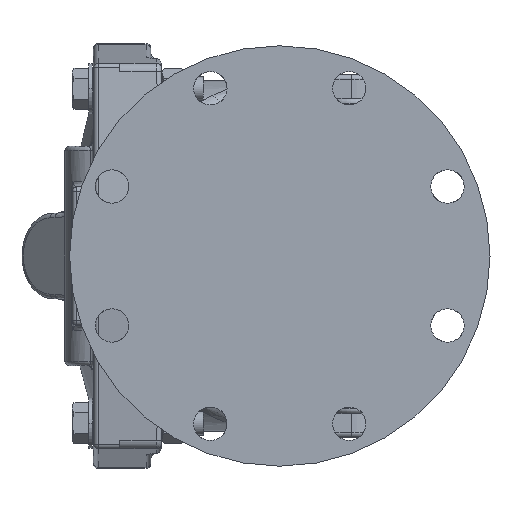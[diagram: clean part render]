
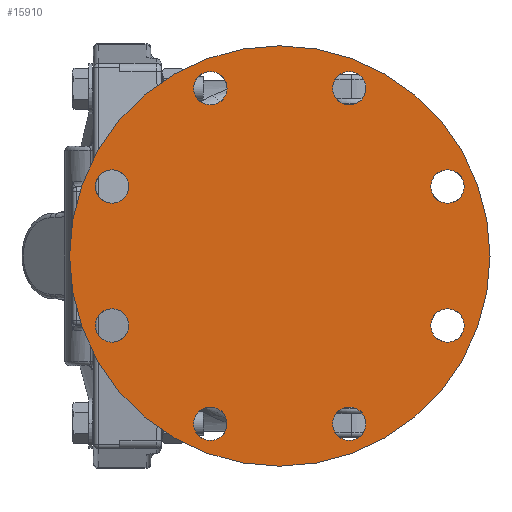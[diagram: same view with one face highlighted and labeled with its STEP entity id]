
A CAD part, left-side view. The second image highlights one B-rep face of the part: STEP entity #15910.
In plain terms, the highlighted planar face has unit normal (-1, 0, 0).
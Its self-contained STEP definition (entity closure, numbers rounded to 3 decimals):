
#1=CARTESIAN_POINT('',(-7.5,4.388,-1.818));
#2=DIRECTION('',(1.,0.,0.));
#3=DIRECTION('',(0.,0.,-1.));
#4=AXIS2_PLACEMENT_3D('',#1,#2,#3);
#6=CARTESIAN_POINT('',(-7.5,4.388,-1.818));
#7=DIRECTION('',(1.,0.,0.));
#8=DIRECTION('',(0.,0.,1.));
#9=AXIS2_PLACEMENT_3D('',#6,#7,#8);
#11=CARTESIAN_POINT('',(-7.5,1.818,-4.388));
#12=DIRECTION('',(1.,0.,0.));
#13=DIRECTION('',(0.,-0.707,-0.707));
#14=AXIS2_PLACEMENT_3D('',#11,#12,#13);
#16=CARTESIAN_POINT('',(-7.5,1.818,-4.388));
#17=DIRECTION('',(1.,0.,0.));
#18=DIRECTION('',(0.,0.707,0.707));
#19=AXIS2_PLACEMENT_3D('',#16,#17,#18);
#21=CARTESIAN_POINT('',(-7.5,-1.818,-4.388));
#22=DIRECTION('',(1.,0.,0.));
#23=DIRECTION('',(0.,-1.,0.));
#24=AXIS2_PLACEMENT_3D('',#21,#22,#23);
#26=CARTESIAN_POINT('',(-7.5,-1.818,-4.388));
#27=DIRECTION('',(1.,0.,0.));
#28=DIRECTION('',(0.,1.,0.));
#29=AXIS2_PLACEMENT_3D('',#26,#27,#28);
#31=CARTESIAN_POINT('',(-7.5,-4.388,-1.818));
#32=DIRECTION('',(1.,0.,0.));
#33=DIRECTION('',(0.,-0.707,0.707));
#34=AXIS2_PLACEMENT_3D('',#31,#32,#33);
#36=CARTESIAN_POINT('',(-7.5,-4.388,-1.818));
#37=DIRECTION('',(1.,0.,0.));
#38=DIRECTION('',(0.,0.707,-0.707));
#39=AXIS2_PLACEMENT_3D('',#36,#37,#38);
#41=CARTESIAN_POINT('',(-7.5,-4.388,1.818));
#42=DIRECTION('',(1.,0.,0.));
#43=DIRECTION('',(0.,0.,1.));
#44=AXIS2_PLACEMENT_3D('',#41,#42,#43);
#46=CARTESIAN_POINT('',(-7.5,-4.388,1.818));
#47=DIRECTION('',(1.,0.,0.));
#48=DIRECTION('',(0.,0.,-1.));
#49=AXIS2_PLACEMENT_3D('',#46,#47,#48);
#51=CARTESIAN_POINT('',(-7.5,-1.818,4.388));
#52=DIRECTION('',(1.,0.,0.));
#53=DIRECTION('',(0.,0.707,0.707));
#54=AXIS2_PLACEMENT_3D('',#51,#52,#53);
#56=CARTESIAN_POINT('',(-7.5,-1.818,4.388));
#57=DIRECTION('',(1.,0.,0.));
#58=DIRECTION('',(0.,-0.707,-0.707));
#59=AXIS2_PLACEMENT_3D('',#56,#57,#58);
#61=CARTESIAN_POINT('',(-7.5,1.818,4.388));
#62=DIRECTION('',(1.,0.,0.));
#63=DIRECTION('',(0.,1.,0.));
#64=AXIS2_PLACEMENT_3D('',#61,#62,#63);
#66=CARTESIAN_POINT('',(-7.5,1.818,4.388));
#67=DIRECTION('',(1.,0.,0.));
#68=DIRECTION('',(0.,-1.,0.));
#69=AXIS2_PLACEMENT_3D('',#66,#67,#68);
#71=CARTESIAN_POINT('',(-7.5,4.388,1.818));
#72=DIRECTION('',(1.,0.,0.));
#73=DIRECTION('',(0.,0.707,-0.707));
#74=AXIS2_PLACEMENT_3D('',#71,#72,#73);
#76=CARTESIAN_POINT('',(-7.5,4.388,1.818));
#77=DIRECTION('',(1.,0.,0.));
#78=DIRECTION('',(0.,-0.707,0.707));
#79=AXIS2_PLACEMENT_3D('',#76,#77,#78);
#81=CARTESIAN_POINT('',(-7.5,0.,0.));
#82=DIRECTION('',(1.,0.,0.));
#83=DIRECTION('',(0.,1.,0.));
#84=AXIS2_PLACEMENT_3D('',#81,#82,#83);
#91=CARTESIAN_POINT('',(-7.5,0.,0.));
#92=DIRECTION('',(1.,0.,0.));
#93=DIRECTION('',(0.,-1.,0.));
#94=AXIS2_PLACEMENT_3D('',#91,#92,#93);
#14653=CARTESIAN_POINT('',(-7.5,5.5,0.));
#14654=CARTESIAN_POINT('',(-7.5,-5.5,0.));
#14655=VERTEX_POINT('',#14653);
#14656=VERTEX_POINT('',#14654);
#15787=CARTESIAN_POINT('',(-7.5,4.388,-2.255));
#15789=VERTEX_POINT('',#15787);
#15791=CARTESIAN_POINT('',(-7.5,4.388,-1.38));
#15793=VERTEX_POINT('',#15791);
#15795=CARTESIAN_POINT('',(-7.5,1.508,-4.698));
#15797=VERTEX_POINT('',#15795);
#15799=CARTESIAN_POINT('',(-7.5,2.127,-4.079));
#15801=VERTEX_POINT('',#15799);
#15803=CARTESIAN_POINT('',(-7.5,-2.255,-4.388));
#15805=VERTEX_POINT('',#15803);
#15807=CARTESIAN_POINT('',(-7.5,-1.38,-4.388));
#15809=VERTEX_POINT('',#15807);
#15811=CARTESIAN_POINT('',(-7.5,-4.698,-1.508));
#15813=VERTEX_POINT('',#15811);
#15815=CARTESIAN_POINT('',(-7.5,-4.079,-2.127));
#15817=VERTEX_POINT('',#15815);
#15819=CARTESIAN_POINT('',(-7.5,-4.388,2.255));
#15821=VERTEX_POINT('',#15819);
#15823=CARTESIAN_POINT('',(-7.5,-4.388,1.38));
#15825=VERTEX_POINT('',#15823);
#15827=CARTESIAN_POINT('',(-7.5,-1.508,4.698));
#15829=VERTEX_POINT('',#15827);
#15831=CARTESIAN_POINT('',(-7.5,-2.127,4.079));
#15833=VERTEX_POINT('',#15831);
#15835=CARTESIAN_POINT('',(-7.5,2.255,4.388));
#15837=VERTEX_POINT('',#15835);
#15839=CARTESIAN_POINT('',(-7.5,1.38,4.388));
#15841=VERTEX_POINT('',#15839);
#15843=CARTESIAN_POINT('',(-7.5,4.698,1.508));
#15845=VERTEX_POINT('',#15843);
#15847=CARTESIAN_POINT('',(-7.5,4.079,2.127));
#15849=VERTEX_POINT('',#15847);
#15851=CARTESIAN_POINT('',(-7.5,-5.5,-6.375));
#15852=DIRECTION('',(1.,0.,0.));
#15853=DIRECTION('',(0.,1.,0.));
#15854=AXIS2_PLACEMENT_3D('',#15851,#15852,#15853);
#15855=PLANE('',#15854);
#15857=ORIENTED_EDGE('',*,*,#15856,.T.);
#15859=ORIENTED_EDGE('',*,*,#15858,.T.);
#15860=EDGE_LOOP('',(#15857,#15859));
#15861=FACE_OUTER_BOUND('',#15860,.F.);
#15863=ORIENTED_EDGE('',*,*,#15862,.F.);
#15865=ORIENTED_EDGE('',*,*,#15864,.F.);
#15866=EDGE_LOOP('',(#15863,#15865));
#15867=FACE_BOUND('',#15866,.F.);
#15869=ORIENTED_EDGE('',*,*,#15868,.F.);
#15871=ORIENTED_EDGE('',*,*,#15870,.F.);
#15872=EDGE_LOOP('',(#15869,#15871));
#15873=FACE_BOUND('',#15872,.F.);
#15875=ORIENTED_EDGE('',*,*,#15874,.F.);
#15877=ORIENTED_EDGE('',*,*,#15876,.F.);
#15878=EDGE_LOOP('',(#15875,#15877));
#15879=FACE_BOUND('',#15878,.F.);
#15881=ORIENTED_EDGE('',*,*,#15880,.F.);
#15883=ORIENTED_EDGE('',*,*,#15882,.F.);
#15884=EDGE_LOOP('',(#15881,#15883));
#15885=FACE_BOUND('',#15884,.F.);
#15887=ORIENTED_EDGE('',*,*,#15886,.F.);
#15889=ORIENTED_EDGE('',*,*,#15888,.F.);
#15890=EDGE_LOOP('',(#15887,#15889));
#15891=FACE_BOUND('',#15890,.F.);
#15893=ORIENTED_EDGE('',*,*,#15892,.F.);
#15895=ORIENTED_EDGE('',*,*,#15894,.F.);
#15896=EDGE_LOOP('',(#15893,#15895));
#15897=FACE_BOUND('',#15896,.F.);
#15899=ORIENTED_EDGE('',*,*,#15898,.F.);
#15901=ORIENTED_EDGE('',*,*,#15900,.F.);
#15902=EDGE_LOOP('',(#15899,#15901));
#15903=FACE_BOUND('',#15902,.F.);
#15905=ORIENTED_EDGE('',*,*,#15904,.F.);
#15907=ORIENTED_EDGE('',*,*,#15906,.F.);
#15908=EDGE_LOOP('',(#15905,#15907));
#15909=FACE_BOUND('',#15908,.F.);
#15910=ADVANCED_FACE('',(#15861,#15867,#15873,#15879,#15885,#15891,#15897,
#15903,#15909),#15855,.F.);
#5=CIRCLE('',#4,0.438);
#10=CIRCLE('',#9,0.438);
#15=CIRCLE('',#14,0.438);
#20=CIRCLE('',#19,0.438);
#25=CIRCLE('',#24,0.438);
#30=CIRCLE('',#29,0.438);
#35=CIRCLE('',#34,0.438);
#40=CIRCLE('',#39,0.438);
#45=CIRCLE('',#44,0.438);
#50=CIRCLE('',#49,0.438);
#55=CIRCLE('',#54,0.438);
#60=CIRCLE('',#59,0.438);
#65=CIRCLE('',#64,0.438);
#70=CIRCLE('',#69,0.438);
#75=CIRCLE('',#74,0.438);
#80=CIRCLE('',#79,0.438);
#85=CIRCLE('',#84,5.5);
#95=CIRCLE('',#94,5.5);
#15856=EDGE_CURVE('',#14655,#14656,#85,.T.);
#15858=EDGE_CURVE('',#14656,#14655,#95,.T.);
#15862=EDGE_CURVE('',#15789,#15793,#5,.T.);
#15864=EDGE_CURVE('',#15793,#15789,#10,.T.);
#15868=EDGE_CURVE('',#15797,#15801,#15,.T.);
#15870=EDGE_CURVE('',#15801,#15797,#20,.T.);
#15874=EDGE_CURVE('',#15805,#15809,#25,.T.);
#15876=EDGE_CURVE('',#15809,#15805,#30,.T.);
#15880=EDGE_CURVE('',#15813,#15817,#35,.T.);
#15882=EDGE_CURVE('',#15817,#15813,#40,.T.);
#15886=EDGE_CURVE('',#15821,#15825,#45,.T.);
#15888=EDGE_CURVE('',#15825,#15821,#50,.T.);
#15892=EDGE_CURVE('',#15829,#15833,#55,.T.);
#15894=EDGE_CURVE('',#15833,#15829,#60,.T.);
#15898=EDGE_CURVE('',#15837,#15841,#65,.T.);
#15900=EDGE_CURVE('',#15841,#15837,#70,.T.);
#15904=EDGE_CURVE('',#15845,#15849,#75,.T.);
#15906=EDGE_CURVE('',#15849,#15845,#80,.T.);
